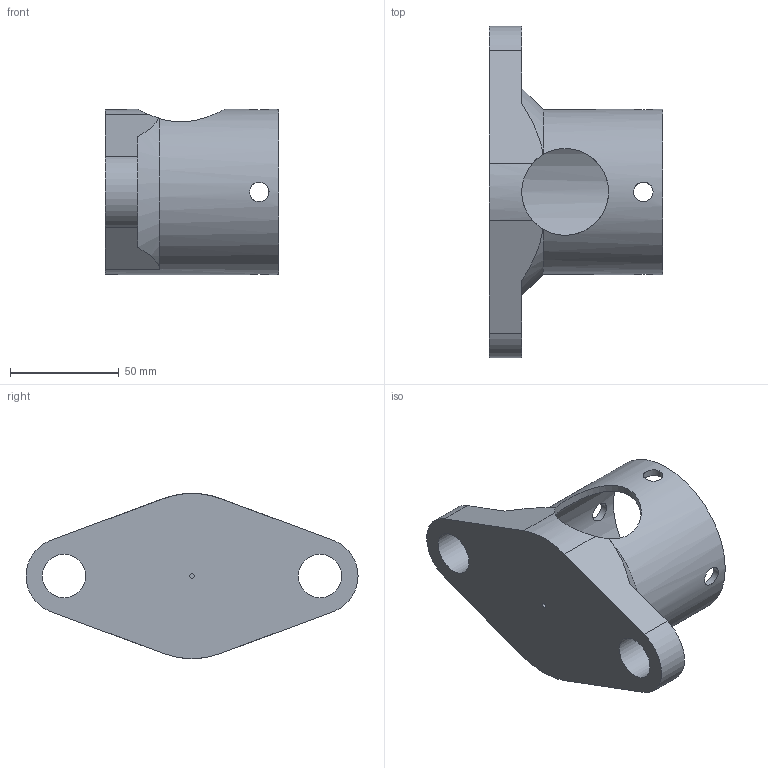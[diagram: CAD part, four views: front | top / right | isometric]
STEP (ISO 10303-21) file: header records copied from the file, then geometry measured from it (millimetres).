
FILE_DESCRIPTION(/* description */ (''),/* implementation_level */ '2;1');
FILE_NAME(/* name */ 'Pole2 v2.step',/* time_stamp */ '2023-03-31T12:55:33-04:00',/* author */ (''),/* organization */ (''),/* preprocessor_version */ 'ST-DEVELOPER v19.2',/* originating_system */ 'Autodesk Translation Framework v11.17.0.187',/* authorisation */ '');
FILE_SCHEMA (('AUTOMOTIVE_DESIGN { 1 0 10303 214 3 1 1 }'));
Length unit declared in the file: millimetre
Products named in the file (1): Pole2
Bounding box: 80 x 153 x 76.1 mm (x, y, z)
Volume: 139820.1 mm3; surface area: 49881.6 mm2
Topology: 1 solids, 1 shells, 25 faces, 76 edges, 52 vertices
Faces by surface type: cylinder 13, plane 10, cone 2
Full cylindrical faces by diameter (mm): 2 x1, 9 x4, 20 x2, 40 x1, 69.7 x1, 76.1 x1
Entity records: 1287 total; most frequent: CARTESIAN_POINT 572, ORIENTED_EDGE 152, DIRECTION 124, EDGE_CURVE 76, VERTEX_POINT 52, AXIS2_PLACEMENT_3D 48, EDGE_LOOP 38, LINE 28
